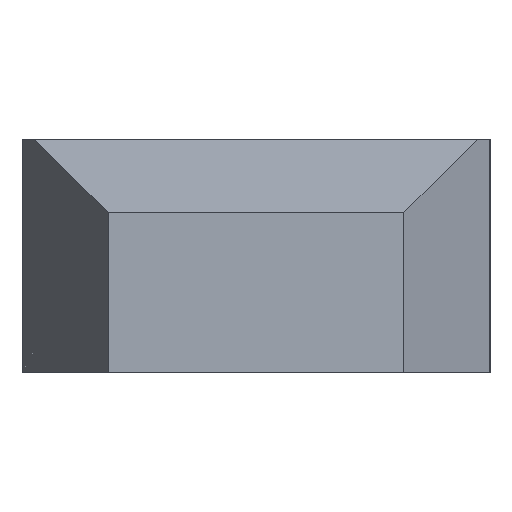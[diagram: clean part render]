
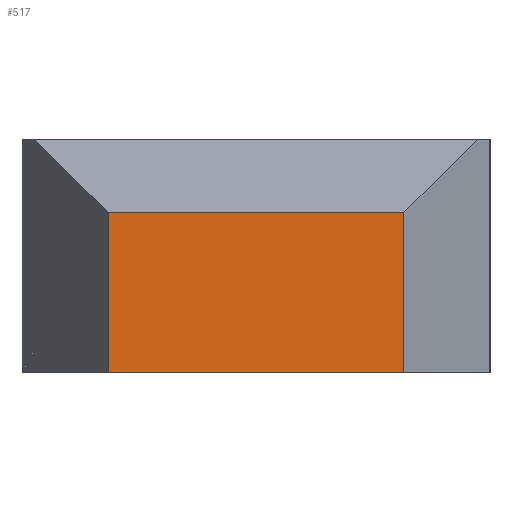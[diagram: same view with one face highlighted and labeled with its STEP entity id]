
A CAD part, left-side view. The second image highlights one B-rep face of the part: STEP entity #517.
In plain terms, the highlighted planar face has unit normal (-1, 0, 0).
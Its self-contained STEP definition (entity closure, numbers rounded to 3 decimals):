
#15 = DIRECTION ( 'NONE',  ( 0., 0., -1. ) ) ;
#21 = DIRECTION ( 'NONE',  ( -1., 0., 0. ) ) ;
#22 = VERTEX_POINT ( 'NONE', #409 ) ;
#67 = AXIS2_PLACEMENT_3D ( 'NONE', #270, #21, #239 ) ;
#75 = CARTESIAN_POINT ( 'NONE',  ( -62.5, -12., 0. ) ) ;
#142 = ORIENTED_EDGE ( 'NONE', *, *, #325, .T. ) ;
#145 = VERTEX_POINT ( 'NONE', #463 ) ;
#149 = VERTEX_POINT ( 'NONE', #607 ) ;
#171 = CARTESIAN_POINT ( 'NONE',  ( -62.5, -12., 19. ) ) ;
#205 = CARTESIAN_POINT ( 'NONE',  ( -62.5, -20., 13. ) ) ;
#213 = VECTOR ( 'NONE', #599, 1000. ) ;
#239 = DIRECTION ( 'NONE',  ( 0., 0., 1. ) ) ;
#270 = CARTESIAN_POINT ( 'NONE',  ( -62.5, -12., 19. ) ) ;
#275 = DIRECTION ( 'NONE',  ( 0., 1., 0. ) ) ;
#291 = ORIENTED_EDGE ( 'NONE', *, *, #405, .F. ) ;
#297 = EDGE_LOOP ( 'NONE', ( #598, #142, #477, #291 ) ) ;
#309 = DIRECTION ( 'NONE',  ( 0., 1., 0. ) ) ;
#311 = FACE_OUTER_BOUND ( 'NONE', #297, .T. ) ;
#324 = VECTOR ( 'NONE', #275, 1000. ) ;
#325 = EDGE_CURVE ( 'NONE', #22, #145, #538, .T. ) ;
#357 = EDGE_CURVE ( 'NONE', #145, #149, #534, .T. ) ;
#362 = PLANE ( 'NONE',  #67 ) ;
#365 = LINE ( 'NONE', #75, #324 ) ;
#404 = LINE ( 'NONE', #171, #213 ) ;
#405 = EDGE_CURVE ( 'NONE', #559, #149, #365, .T. ) ;
#409 = CARTESIAN_POINT ( 'NONE',  ( -62.5, -12., 13. ) ) ;
#416 = VECTOR ( 'NONE', #15, 1000. ) ;
#463 = CARTESIAN_POINT ( 'NONE',  ( -62.5, 12., 13. ) ) ;
#477 = ORIENTED_EDGE ( 'NONE', *, *, #357, .T. ) ;
#484 = CARTESIAN_POINT ( 'NONE',  ( -62.5, 12., 19. ) ) ;
#493 = VECTOR ( 'NONE', #309, 1000. ) ;
#509 = EDGE_CURVE ( 'NONE', #22, #559, #404, .T. ) ;
#517 = ADVANCED_FACE ( 'NONE', ( #311 ), #362, .T. ) ;
#520 = CARTESIAN_POINT ( 'NONE',  ( -62.5, -12., 0. ) ) ;
#534 = LINE ( 'NONE', #484, #416 ) ;
#538 = LINE ( 'NONE', #205, #493 ) ;
#559 = VERTEX_POINT ( 'NONE', #520 ) ;
#598 = ORIENTED_EDGE ( 'NONE', *, *, #509, .F. ) ;
#599 = DIRECTION ( 'NONE',  ( 0., 0., -1. ) ) ;
#607 = CARTESIAN_POINT ( 'NONE',  ( -62.5, 12., 0. ) ) ;
